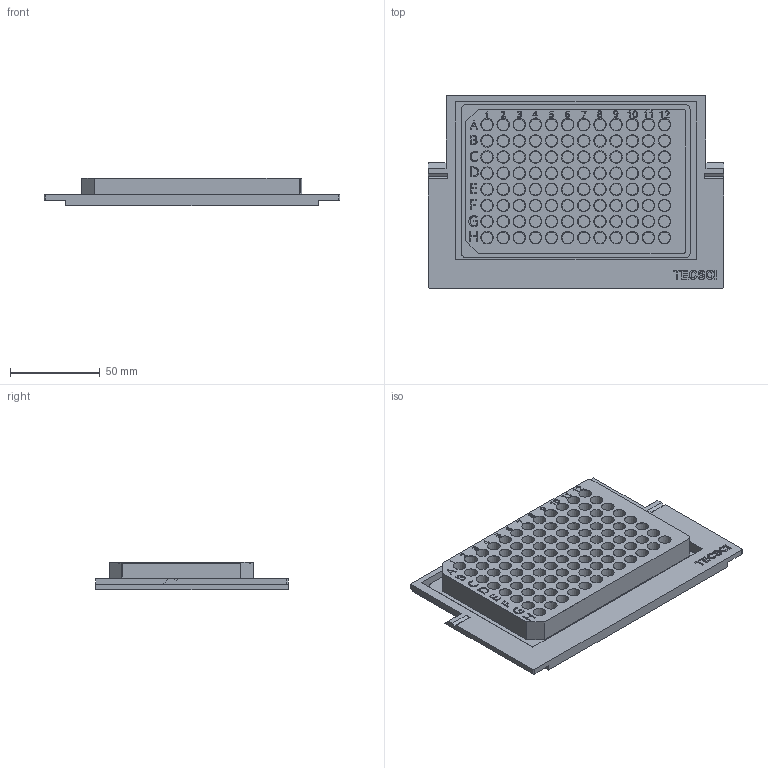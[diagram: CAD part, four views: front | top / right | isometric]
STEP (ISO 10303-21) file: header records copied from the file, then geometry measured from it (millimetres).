
FILE_DESCRIPTION(/* description */ ('Unknown'),/* implementation_level */ '2;1');
FILE_NAME(/* name */ 'universal-holder-well-plate',/* time_stamp */ '2019-09-27T15:07:07+02:00',/* author */ ('Unknown'),/* organization */ ('Unknown'),/* preprocessor_version */ 'ST-DEVELOPER v16.7',/* originating_system */ 'DEX',/* authorisation */ $);
FILE_SCHEMA (('AUTOMOTIVE_DESIGN {1 0 10303 214 3 1 1}'));
Length unit declared in the file: millimetre
Products named in the file (3): universal-holder-well-plate; universal_holder-v3; 96 Well Plate, F-bottom, Standard
Assembly tree (2 placements, depth 2):
  universal-holder-well-plate
    universal_holder-v3
    96 Well Plate, F-bottom, Standard
Bounding box: 165 x 107.5 x 15.1 mm (x, y, z)
Volume: 52092.5 mm3; surface area: 101181.3 mm2
Topology: 2 solids, 2 shells, 900 faces, 1983 edges, 1321 vertices
Faces by surface type: plane 471, cone 192, bspline 171, cylinder 66
Entity records: 25111 total; most frequent: CARTESIAN_POINT 6747, ORIENTED_EDGE 3580, DIRECTION 3297, EDGE_CURVE 1790, EDGE_LOOP 1329, FACE_BOUND 1329, VERTEX_POINT 1321, AXIS2_PLACEMENT_3D 1247
